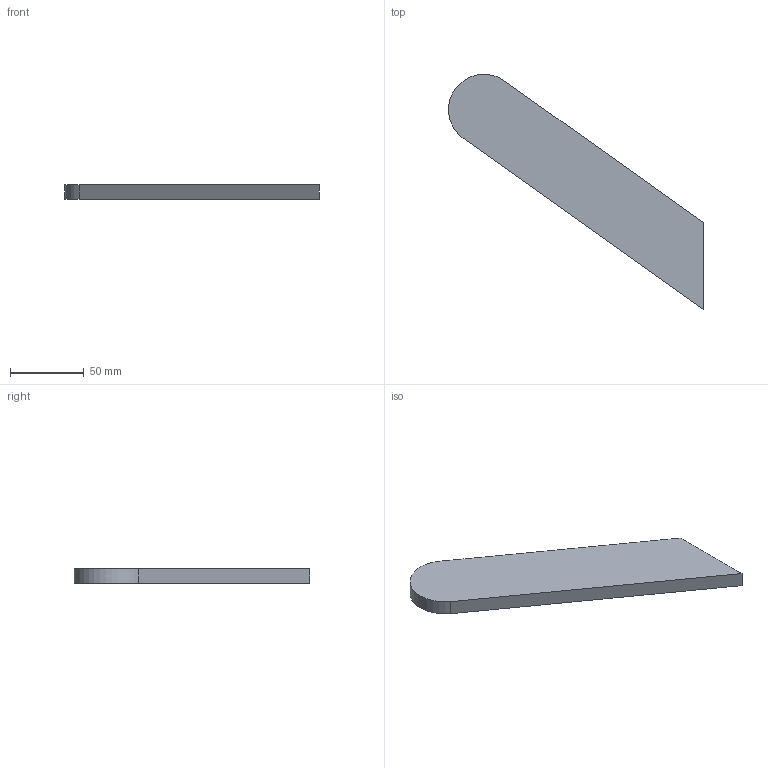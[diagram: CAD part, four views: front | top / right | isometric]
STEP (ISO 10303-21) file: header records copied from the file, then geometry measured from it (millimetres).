
FILE_DESCRIPTION((''),'2;1');
FILE_NAME('KRAMP_ROUE_JOCKEY_FOURCHE2','2021-05-04T11:14:33',('itang'),(''),'CREO PARAMETRIC BY PTC INC, 2020281','CREO PARAMETRIC BY PTC INC, 2020281','');
FILE_SCHEMA(('CONFIG_CONTROL_DESIGN'));
Length unit declared in the file: millimetre
Products named in the file (1): KRAMP_ROUE_JOCKEY_FOURCHE2
Bounding box: 172.6 x 159.5 x 10 mm (x, y, z)
Volume: 96727.3 mm3; surface area: 24341.6 mm2
Topology: 1 solids, 1 shells, 6 faces, 12 edges, 8 vertices
Faces by surface type: plane 5, cylinder 1
Entity records: 196 total; most frequent: DIRECTION 26, CARTESIAN_POINT 26, ORIENTED_EDGE 24, EDGE_CURVE 12, VECTOR 10, LINE 10, AXIS2_PLACEMENT_3D 8, VERTEX_POINT 8
